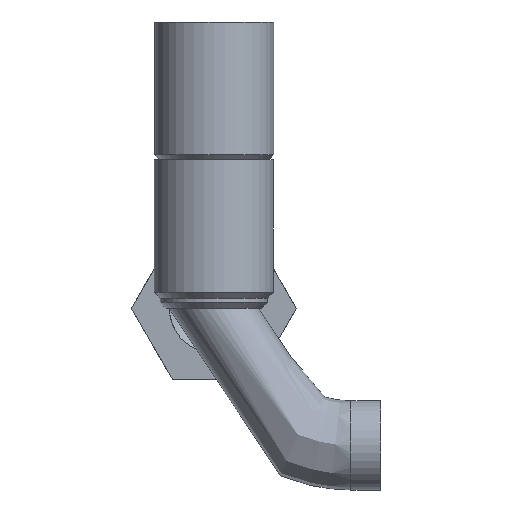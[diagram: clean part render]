
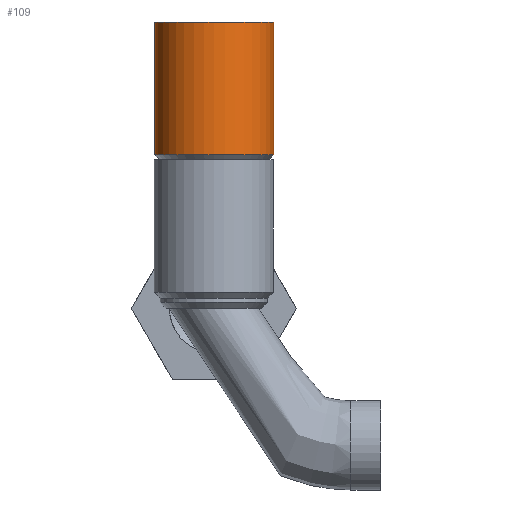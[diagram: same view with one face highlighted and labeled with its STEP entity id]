
A CAD part, front view. The second image highlights one B-rep face of the part: STEP entity #109.
In plain terms, the highlighted cylindrical face has radius 10 mm (diameter 20 mm), a full revolution.
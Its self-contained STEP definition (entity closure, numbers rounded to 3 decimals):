
#109 = ADVANCED_FACE( '', ( #230, #231 ), #232, .T. );
#230 = FACE_OUTER_BOUND( '', #354, .T. );
#231 = FACE_OUTER_BOUND( '', #355, .T. );
#232 = CYLINDRICAL_SURFACE( '', #356, 10. );
#354 = EDGE_LOOP( '', ( #569 ) );
#355 = EDGE_LOOP( '', ( #570 ) );
#356 = AXIS2_PLACEMENT_3D( '', #571, #572, #573 );
#569 = ORIENTED_EDGE( '', *, *, #604, .T. );
#570 = ORIENTED_EDGE( '', *, *, #649, .T. );
#571 = CARTESIAN_POINT( '', ( 0., 0., 1.692 ) );
#572 = DIRECTION( '', ( 0., 0., -1. ) );
#573 = DIRECTION( '', ( 1., 0., 0. ) );
#604 = EDGE_CURVE( '', #672, #672, #673, .F. );
#649 = EDGE_CURVE( '', #745, #745, #746, .T. );
#672 = VERTEX_POINT( '', #773 );
#673 = CIRCLE( '', #774, 10. );
#745 = VERTEX_POINT( '', #918 );
#746 = CIRCLE( '', #919, 10. );
#773 = CARTESIAN_POINT( '', ( -10., 0., 2.692 ) );
#774 = AXIS2_PLACEMENT_3D( '', #1007, #1008, #1009 );
#918 = CARTESIAN_POINT( '', ( 10., 0., 24.992 ) );
#919 = AXIS2_PLACEMENT_3D( '', #1069, #1070, #1071 );
#1007 = CARTESIAN_POINT( '', ( 0., 0., 2.692 ) );
#1008 = DIRECTION( '', ( 0., 0., -1. ) );
#1009 = DIRECTION( '', ( -1., 0., 0. ) );
#1069 = CARTESIAN_POINT( '', ( 0., 0., 24.992 ) );
#1070 = DIRECTION( '', ( 0., 0., -1. ) );
#1071 = DIRECTION( '', ( 1., 0., 0. ) );
